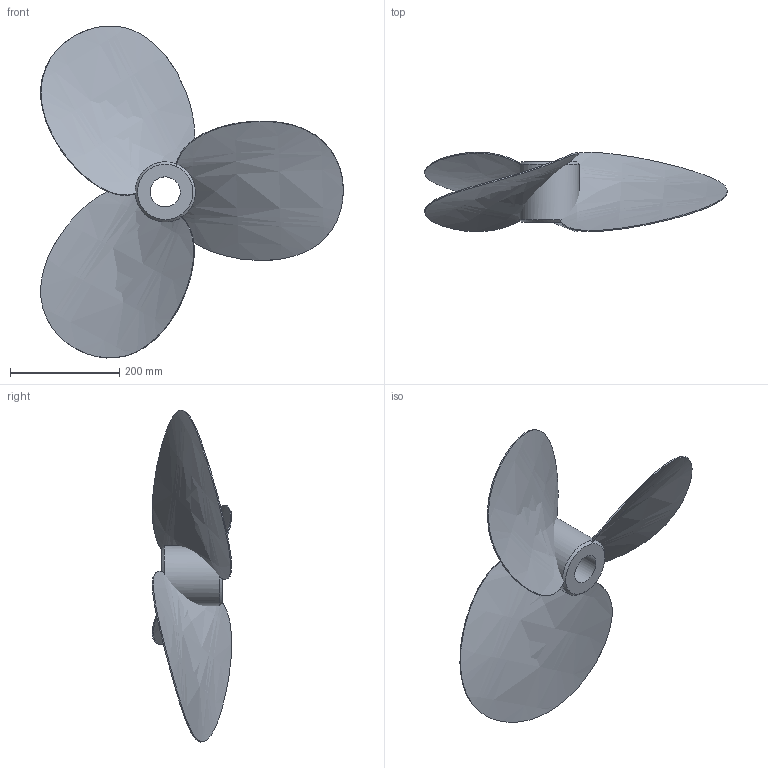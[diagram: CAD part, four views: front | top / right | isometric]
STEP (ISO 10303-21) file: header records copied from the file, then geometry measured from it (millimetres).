
FILE_DESCRIPTION(('FreeCAD Model'),'2;1');
FILE_NAME('Open CASCADE Shape Model','2025-04-17T12:09:34',('FreeCAD'),( 'FreeCAD'),'Open CASCADE STEP processor 7.6','FreeCAD','Unknown');
FILE_SCHEMA(('AUTOMOTIVE_DESIGN { 1 0 10303 214 1 1 1 1 }'));
Length unit declared in the file: millimetre
Products named in the file (1): Open CASCADE STEP translator 7.6 1
Bounding box: 553.57 x 145.14 x 607.25 mm (x, y, z)
Volume: 1267074.5 mm3; surface area: 513987.7 mm2
Topology: 4 solids, 4 shells, 18 faces, 28 edges, 18 vertices
Faces by surface type: bspline 18
Entity records: 12642 total; most frequent: CARTESIAN_POINT 12423, ORIENTED_EDGE 56, EDGE_CURVE 28, B_SPLINE_CURVE_WITH_KNOTS 22, FACE_BOUND 20, EDGE_LOOP 20, ADVANCED_FACE 18, VERTEX_POINT 18
